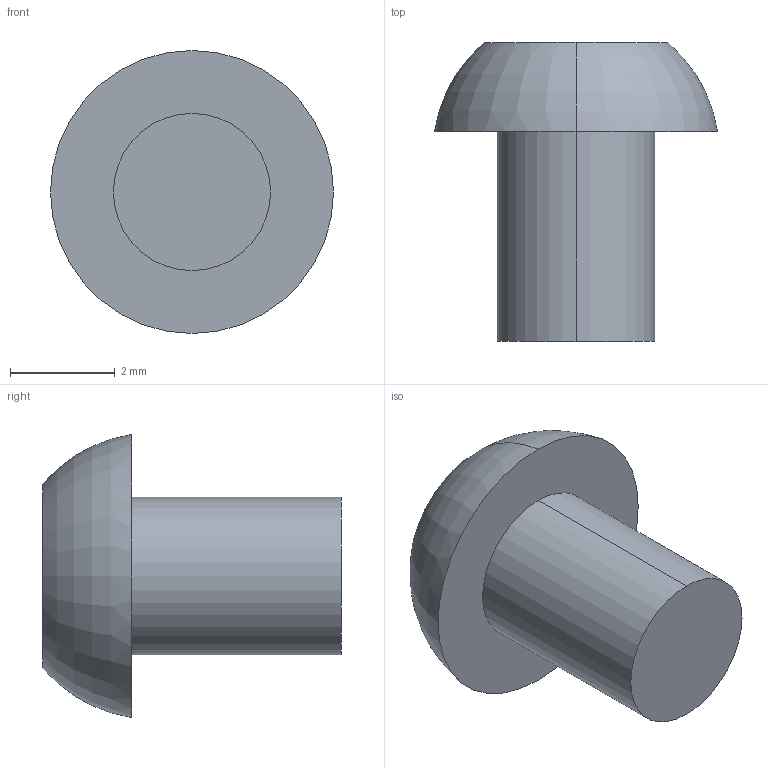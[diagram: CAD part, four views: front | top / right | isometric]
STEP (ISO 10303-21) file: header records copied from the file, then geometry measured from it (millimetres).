
FILE_DESCRIPTION (( 'STEP AP214' ), '1' );
FILE_NAME ('1348-A.STEP', '2015-10-07T13:35:27', ( '' ), ( '' ), 'SwSTEP 2.0', 'SolidWorks 2015', '' );
FILE_SCHEMA (( 'AUTOMOTIVE_DESIGN' ));
Length unit declared in the file: millimetre
Products named in the file (1): 1348-A
Bounding box: 5.4 x 5.7 x 5.4 mm (x, y, z)
Volume: 53.3 mm3; surface area: 109.7 mm2
Topology: 1 solids, 1 shells, 14 faces, 30 edges, 20 vertices
Faces by surface type: plane 10, torus 2, cylinder 2
Entity records: 440 total; most frequent: DIRECTION 70, CARTESIAN_POINT 65, ORIENTED_EDGE 60, EDGE_CURVE 30, AXIS2_PLACEMENT_3D 25, VECTOR 20, VERTEX_POINT 20, LINE 20
